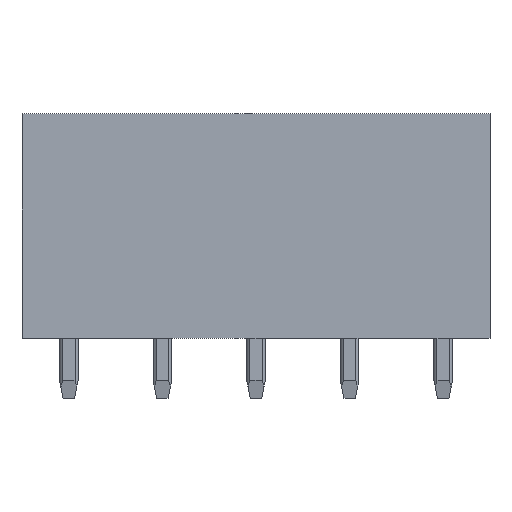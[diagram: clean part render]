
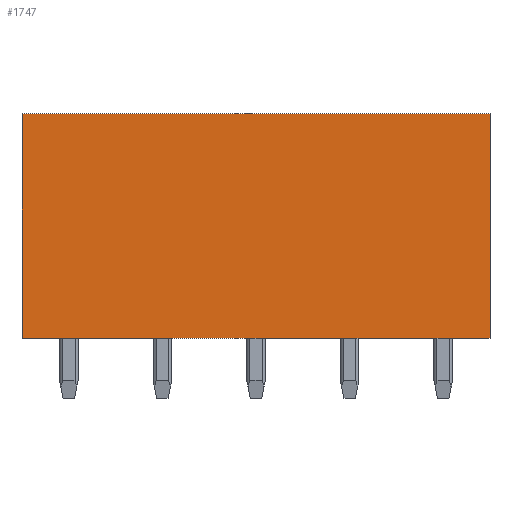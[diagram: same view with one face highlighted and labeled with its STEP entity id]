
A CAD part, front view. The second image highlights one B-rep face of the part: STEP entity #1747.
In plain terms, the highlighted planar face has unit normal (0, -1, 0).
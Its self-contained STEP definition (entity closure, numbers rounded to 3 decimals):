
#1734=AXIS2_PLACEMENT_3D('Plane Axis2P3D',#1731,#1732,#1733) ;
#497=CARTESIAN_POINT('Vertex',(25.,0.,3.2)) ;
#500=CARTESIAN_POINT('Line Origine',(12.5,0.,3.2)) ;
#504=CARTESIAN_POINT('Vertex',(0.,0.,3.2)) ;
#956=CARTESIAN_POINT('Vertex',(25.,0.,15.2)) ;
#959=CARTESIAN_POINT('Line Origine',(25.,0.,9.2)) ;
#1015=CARTESIAN_POINT('Line Origine',(0.,0.,9.2)) ;
#1019=CARTESIAN_POINT('Vertex',(0.,0.,15.2)) ;
#1731=CARTESIAN_POINT('Axis2P3D Location',(0.,0.,3.2)) ;
#1736=CARTESIAN_POINT('Line Origine',(12.5,0.,15.2)) ;
#501=DIRECTION('Vector Direction',(1.,0.,0.)) ;
#960=DIRECTION('Vector Direction',(0.,0.,1.)) ;
#1016=DIRECTION('Vector Direction',(0.,0.,1.)) ;
#1732=DIRECTION('Axis2P3D Direction',(0.,1.,0.)) ;
#1733=DIRECTION('Axis2P3D XDirection',(0.,0.,1.)) ;
#1737=DIRECTION('Vector Direction',(1.,0.,0.)) ;
#502=VECTOR('Line Direction',#501,1.) ;
#961=VECTOR('Line Direction',#960,1.) ;
#1017=VECTOR('Line Direction',#1016,1.) ;
#1738=VECTOR('Line Direction',#1737,1.) ;
#1742=ORIENTED_EDGE('',*,*,#963,.T.) ;
#1743=ORIENTED_EDGE('',*,*,#1740,.F.) ;
#1744=ORIENTED_EDGE('',*,*,#1021,.F.) ;
#1745=ORIENTED_EDGE('',*,*,#506,.T.) ;
#1747=ADVANCED_FACE('Housing',(#1746),#1735,.F.) ;
#506=EDGE_CURVE('',#505,#498,#503,.T.) ;
#963=EDGE_CURVE('',#498,#957,#962,.T.) ;
#1021=EDGE_CURVE('',#505,#1020,#1018,.T.) ;
#1740=EDGE_CURVE('',#1020,#957,#1739,.T.) ;
#1741=EDGE_LOOP('',(#1742,#1743,#1744,#1745)) ;
#1746=FACE_OUTER_BOUND('',#1741,.T.) ;
#503=LINE('Line',#500,#502) ;
#962=LINE('Line',#959,#961) ;
#1018=LINE('Line',#1015,#1017) ;
#1739=LINE('Line',#1736,#1738) ;
#1735=PLANE('',#1734) ;
#498=VERTEX_POINT('',#497) ;
#505=VERTEX_POINT('',#504) ;
#957=VERTEX_POINT('',#956) ;
#1020=VERTEX_POINT('',#1019) ;
